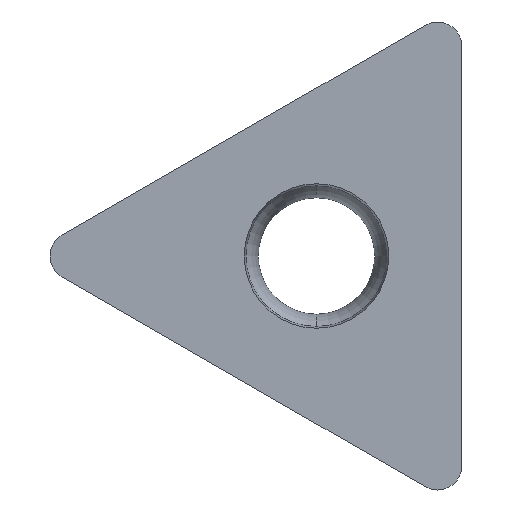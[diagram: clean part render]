
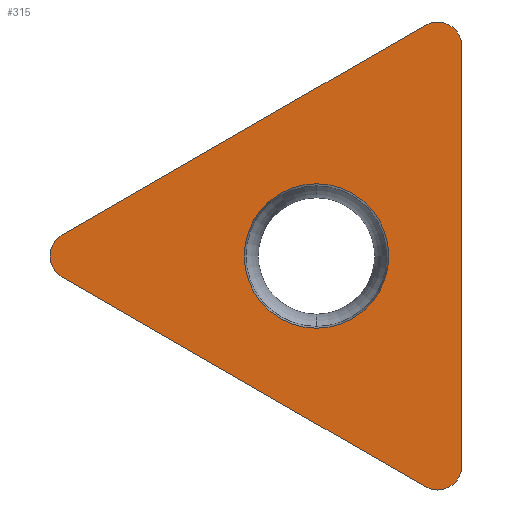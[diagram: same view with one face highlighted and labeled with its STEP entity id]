
A CAD part, left-side view. The second image highlights one B-rep face of the part: STEP entity #315.
In plain terms, the highlighted planar face has unit normal (-1, 0, 0).
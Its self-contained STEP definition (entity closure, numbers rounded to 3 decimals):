
#9=DIRECTION('',(0.,0.,-1.));
#10=VECTOR('',#9,13.718);
#11=CARTESIAN_POINT('',(0.,0.,15.103));
#12=LINE('',#11,#10);
#17=CARTESIAN_POINT('',(0.,0.8,1.386));
#18=DIRECTION('',(-1.,0.,0.));
#19=DIRECTION('',(0.,0.5,-0.866));
#20=AXIS2_PLACEMENT_3D('',#17,#18,#19);
#25=DIRECTION('',(0.,0.866,0.5));
#26=VECTOR('',#25,13.718);
#27=CARTESIAN_POINT('',(0.,1.2,0.693));
#28=LINE('',#27,#26);
#32=CARTESIAN_POINT('',(0.,12.68,8.245));
#33=DIRECTION('',(-1.,0.,0.));
#34=DIRECTION('',(0.,0.5,0.866));
#35=AXIS2_PLACEMENT_3D('',#32,#33,#34);
#40=DIRECTION('',(0.,-0.866,0.5));
#41=VECTOR('',#40,13.718);
#42=CARTESIAN_POINT('',(0.,13.08,8.937));
#43=LINE('',#42,#41);
#47=CARTESIAN_POINT('',(0.,0.8,15.103));
#48=DIRECTION('',(-1.,0.,0.));
#49=DIRECTION('',(0.,-1.,0.));
#50=AXIS2_PLACEMENT_3D('',#47,#48,#49);
#55=CARTESIAN_POINT('',(0.,4.76,8.245));
#56=DIRECTION('',(1.,0.,0.));
#57=DIRECTION('',(0.,0.,-1.));
#58=AXIS2_PLACEMENT_3D('',#55,#56,#57);
#63=CARTESIAN_POINT('',(0.,4.76,8.245));
#64=DIRECTION('',(1.,0.,0.));
#65=DIRECTION('',(0.,0.,1.));
#66=AXIS2_PLACEMENT_3D('',#63,#64,#65);
#250=CARTESIAN_POINT('',(0.,0.,15.103));
#251=CARTESIAN_POINT('',(0.,0.,1.386));
#252=VERTEX_POINT('',#250);
#253=VERTEX_POINT('',#251);
#254=CARTESIAN_POINT('',(0.,13.08,8.937));
#255=CARTESIAN_POINT('',(0.,1.2,15.796));
#256=VERTEX_POINT('',#254);
#257=VERTEX_POINT('',#255);
#258=CARTESIAN_POINT('',(0.,1.2,0.693));
#259=CARTESIAN_POINT('',(0.,13.08,7.552));
#260=VERTEX_POINT('',#258);
#261=VERTEX_POINT('',#259);
#282=CARTESIAN_POINT('',(0.,4.76,5.88));
#283=CARTESIAN_POINT('',(0.,4.76,10.61));
#284=VERTEX_POINT('',#282);
#285=VERTEX_POINT('',#283);
#290=CARTESIAN_POINT('',(0.,0.,0.));
#291=DIRECTION('',(-1.,0.,0.));
#292=DIRECTION('',(0.,0.,1.));
#293=AXIS2_PLACEMENT_3D('',#290,#291,#292);
#294=PLANE('',#293);
#296=ORIENTED_EDGE('',*,*,#295,.T.);
#298=ORIENTED_EDGE('',*,*,#297,.F.);
#300=ORIENTED_EDGE('',*,*,#299,.T.);
#302=ORIENTED_EDGE('',*,*,#301,.F.);
#304=ORIENTED_EDGE('',*,*,#303,.T.);
#306=ORIENTED_EDGE('',*,*,#305,.F.);
#307=EDGE_LOOP('',(#296,#298,#300,#302,#304,#306));
#308=FACE_OUTER_BOUND('',#307,.F.);
#310=ORIENTED_EDGE('',*,*,#309,.F.);
#312=ORIENTED_EDGE('',*,*,#311,.F.);
#313=EDGE_LOOP('',(#310,#312));
#314=FACE_BOUND('',#313,.F.);
#21=CIRCLE('',#20,0.8);
#36=CIRCLE('',#35,0.8);
#51=CIRCLE('',#50,0.8);
#59=CIRCLE('',#58,2.365);
#67=CIRCLE('',#66,2.365);
#295=EDGE_CURVE('',#252,#253,#12,.T.);
#297=EDGE_CURVE('',#260,#253,#21,.T.);
#299=EDGE_CURVE('',#260,#261,#28,.T.);
#301=EDGE_CURVE('',#256,#261,#36,.T.);
#303=EDGE_CURVE('',#256,#257,#43,.T.);
#305=EDGE_CURVE('',#252,#257,#51,.T.);
#309=EDGE_CURVE('',#284,#285,#59,.T.);
#311=EDGE_CURVE('',#285,#284,#67,.T.);
#315=ADVANCED_FACE('',(#308,#314),#294,.T.);
